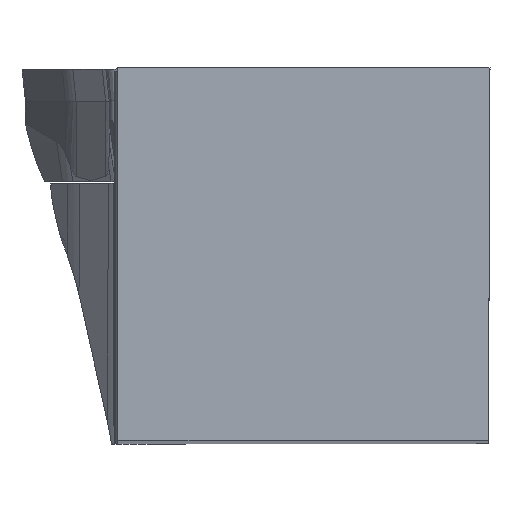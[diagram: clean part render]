
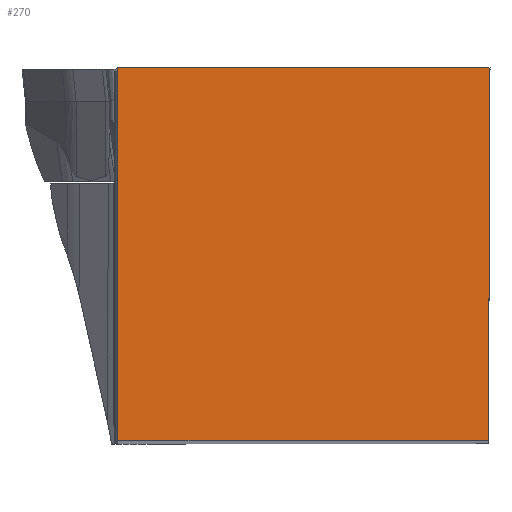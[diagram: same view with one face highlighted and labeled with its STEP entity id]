
A CAD part, top view. The second image highlights one B-rep face of the part: STEP entity #270.
In plain terms, the highlighted planar face has unit normal (0, 0, 1).
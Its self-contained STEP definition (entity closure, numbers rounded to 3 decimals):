
#180=PLANE('',#1987);
#270=ADVANCED_FACE('CU_BACK_SU1',(#383),#180,.F.);
#383=FACE_OUTER_BOUND('',#477,.T.);
#477=EDGE_LOOP('',(#1064,#1065,#1066,#1067));
#1064=ORIENTED_EDGE('',*,*,#1535,.T.);
#1065=ORIENTED_EDGE('',*,*,#1547,.T.);
#1066=ORIENTED_EDGE('',*,*,#1544,.T.);
#1067=ORIENTED_EDGE('',*,*,#1549,.F.);
#1290=VERTEX_POINT('',#3846);
#1291=VERTEX_POINT('',#3848);
#1298=VERTEX_POINT('',#3864);
#1299=VERTEX_POINT('',#3866);
#1535=EDGE_CURVE('',#1291,#1290,#1671,.T.);
#1544=EDGE_CURVE('',#1299,#1298,#1678,.T.);
#1547=EDGE_CURVE('',#1290,#1299,#1681,.T.);
#1549=EDGE_CURVE('',#1291,#1298,#1683,.T.);
#1671=LINE('',#3847,#1803);
#1678=LINE('',#3865,#1810);
#1681=LINE('',#3870,#1813);
#1683=LINE('',#3874,#1815);
#1803=VECTOR('',#2302,1.);
#1810=VECTOR('',#2315,1.);
#1813=VECTOR('',#2320,1.);
#1815=VECTOR('',#2326,1.);
#1987=AXIS2_PLACEMENT_3D('',#3875,#2327,#2328);
#2302=DIRECTION('',(1.,0.,0.));
#2315=DIRECTION('',(-1.,0.,0.));
#2320=DIRECTION('',(0.004,1.,0.));
#2326=DIRECTION('',(0.,1.,0.));
#2327=DIRECTION('',(0.,0.,-1.));
#2328=DIRECTION('',(0.,-1.,0.));
#3846=CARTESIAN_POINT('',(-0.087,0.,0.));
#3847=CARTESIAN_POINT('',(17.494,0.,0.));
#3848=CARTESIAN_POINT('',(-19.875,0.,0.));
#3864=CARTESIAN_POINT('',(-19.875,19.875,0.));
#3865=CARTESIAN_POINT('',(17.494,19.875,0.));
#3866=CARTESIAN_POINT('',(0.,19.875,0.));
#3870=CARTESIAN_POINT('',(0.066,34.951,0.));
#3874=CARTESIAN_POINT('',(-19.875,34.875,0.));
#3875=CARTESIAN_POINT('',(17.494,34.875,0.));
